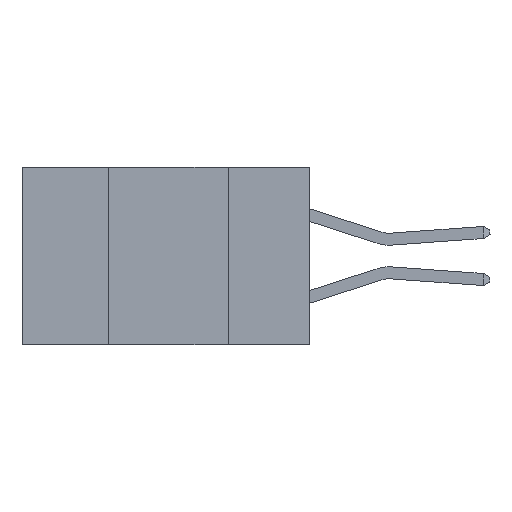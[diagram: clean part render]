
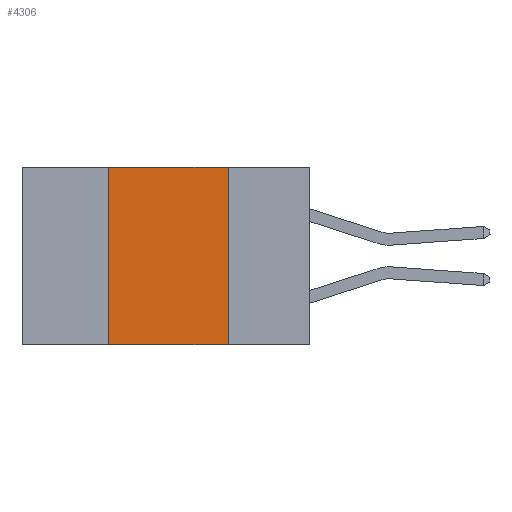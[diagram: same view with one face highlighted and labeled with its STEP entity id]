
A CAD part, left-side view. The second image highlights one B-rep face of the part: STEP entity #4306.
In plain terms, the highlighted planar face has unit normal (-1, 0, 0).
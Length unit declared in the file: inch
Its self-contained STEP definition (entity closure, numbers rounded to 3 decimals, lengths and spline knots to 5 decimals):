
#109 = CARTESIAN_POINT ( 'NONE',  ( 0., 0.42, 0. ) ) ;
#682 = VECTOR ( 'NONE', #10797, 39.37008 ) ;
#1157 = LINE ( 'NONE', #7377, #682 ) ;
#1371 = EDGE_CURVE ( 'NONE', #6528, #1579, #1157, .T. ) ;
#1579 = VERTEX_POINT ( 'NONE', #13310 ) ;
#2220 = CARTESIAN_POINT ( 'NONE',  ( 0., 0.42, 0. ) ) ;
#4306 = ADVANCED_FACE ( 'NONE', ( #14235 ), #5267, .F. ) ;
#4321 = ORIENTED_EDGE ( 'NONE', *, *, #10886, .T. ) ;
#4520 = CARTESIAN_POINT ( 'NONE',  ( 0., 0.6, -0.37 ) ) ;
#5032 = EDGE_CURVE ( 'NONE', #1579, #10586, #10904, .T. ) ;
#5267 = PLANE ( 'NONE',  #10452 ) ;
#5777 = DIRECTION ( 'NONE',  ( 1., 0., 0. ) ) ;
#5836 = CARTESIAN_POINT ( 'NONE',  ( 0., 0.42, -0.37 ) ) ;
#6073 = DIRECTION ( 'NONE',  ( 0., 0., -1. ) ) ;
#6400 = VECTOR ( 'NONE', #14498, 39.37008 ) ;
#6528 = VERTEX_POINT ( 'NONE', #109 ) ;
#7155 = CARTESIAN_POINT ( 'NONE',  ( 0., 0.6, 0. ) ) ;
#7377 = CARTESIAN_POINT ( 'NONE',  ( 0., 0.6, 0. ) ) ;
#7878 = VECTOR ( 'NONE', #13687, 39.37008 ) ;
#8337 = LINE ( 'NONE', #2220, #7878 ) ;
#9699 = ORIENTED_EDGE ( 'NONE', *, *, #12814, .F. ) ;
#10452 = AXIS2_PLACEMENT_3D ( 'NONE', #7155, #5777, #6073 ) ;
#10586 = VERTEX_POINT ( 'NONE', #15197 ) ;
#10797 = DIRECTION ( 'NONE',  ( 0., -1., 0. ) ) ;
#10841 = VERTEX_POINT ( 'NONE', #5836 ) ;
#10850 = EDGE_LOOP ( 'NONE', ( #14554, #11922, #9699, #4321 ) ) ;
#10886 = EDGE_CURVE ( 'NONE', #10841, #10586, #17685, .T. ) ;
#10904 = LINE ( 'NONE', #15558, #17933 ) ;
#11922 = ORIENTED_EDGE ( 'NONE', *, *, #1371, .F. ) ;
#12814 = EDGE_CURVE ( 'NONE', #10841, #6528, #8337, .T. ) ;
#13310 = CARTESIAN_POINT ( 'NONE',  ( 0., 0.17, 0. ) ) ;
#13687 = DIRECTION ( 'NONE',  ( 0., 0., 1. ) ) ;
#14235 = FACE_OUTER_BOUND ( 'NONE', #10850, .T. ) ;
#14498 = DIRECTION ( 'NONE',  ( 0., -1., 0. ) ) ;
#14554 = ORIENTED_EDGE ( 'NONE', *, *, #5032, .F. ) ;
#15197 = CARTESIAN_POINT ( 'NONE',  ( 0., 0.17, -0.37 ) ) ;
#15558 = CARTESIAN_POINT ( 'NONE',  ( 0., 0.17, 0. ) ) ;
#15728 = DIRECTION ( 'NONE',  ( 0., 0., -1. ) ) ;
#17685 = LINE ( 'NONE', #4520, #6400 ) ;
#17933 = VECTOR ( 'NONE', #15728, 39.37008 ) ;
